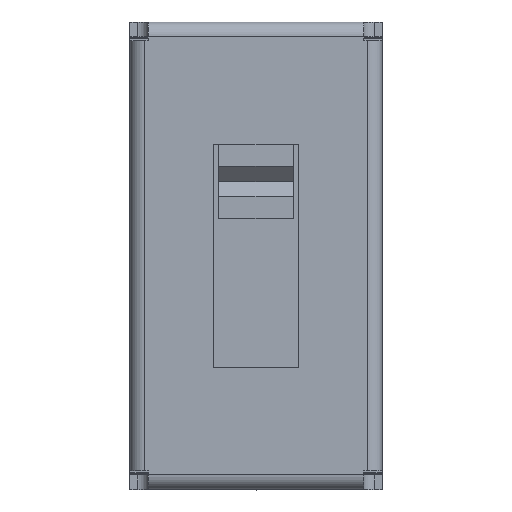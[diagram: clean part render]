
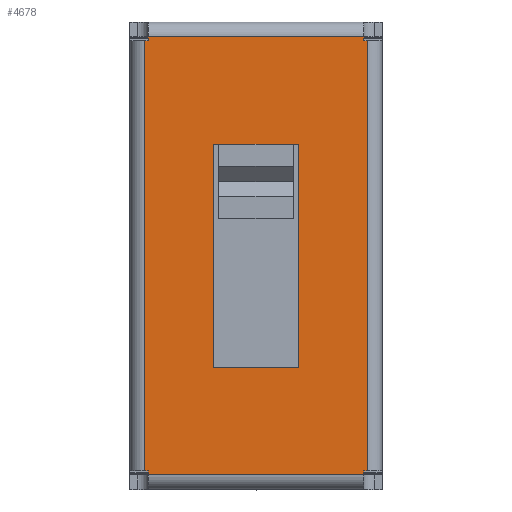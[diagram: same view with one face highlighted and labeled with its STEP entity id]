
A CAD part, top view. The second image highlights one B-rep face of the part: STEP entity #4678.
In plain terms, the highlighted planar face has unit normal (0, 0, 1).
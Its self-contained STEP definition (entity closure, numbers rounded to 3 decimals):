
#27=FACE_BOUND('',#593,.T.);
#324=FACE_OUTER_BOUND('',#592,.T.);
#592=EDGE_LOOP('',(#3826,#3827,#3828,#3829,#3830,#3831,#3832,#3833,#3834,
#3835,#3836,#3837));
#593=EDGE_LOOP('',(#3838,#3839,#3840,#3841,#3842,#3843));
#686=LINE('',#6386,#1261);
#800=LINE('',#6656,#1375);
#842=LINE('',#6746,#1417);
#1015=LINE('',#7105,#1590);
#1016=LINE('',#7108,#1591);
#1074=LINE('',#7247,#1649);
#1092=LINE('',#7284,#1667);
#1140=LINE('',#7407,#1715);
#1141=LINE('',#7409,#1716);
#1142=LINE('',#7411,#1717);
#1143=LINE('',#7413,#1718);
#1144=LINE('',#7415,#1719);
#1145=LINE('',#7417,#1720);
#1146=LINE('',#7419,#1721);
#1147=LINE('',#7420,#1722);
#1148=LINE('',#7422,#1723);
#1149=LINE('',#7424,#1724);
#1150=LINE('',#7425,#1725);
#1261=VECTOR('',#5140,2.);
#1375=VECTOR('',#5318,11.6);
#1417=VECTOR('',#5380,11.6);
#1590=VECTOR('',#5727,0.15);
#1591=VECTOR('',#5730,0.15);
#1649=VECTOR('',#5880,0.099);
#1667=VECTOR('',#5930,0.099);
#1715=VECTOR('',#6052,5.8);
#1716=VECTOR('',#6055,0.099);
#1717=VECTOR('',#6058,0.099);
#1718=VECTOR('',#6059,0.099);
#1719=VECTOR('',#6060,0.099);
#1720=VECTOR('',#6061,5.8);
#1721=VECTOR('',#6062,0.099);
#1722=VECTOR('',#6063,0.099);
#1723=VECTOR('',#6064,6.);
#1724=VECTOR('',#6065,2.3);
#1725=VECTOR('',#6066,6.);
#1826=VERTEX_POINT('',#6372);
#1829=VERTEX_POINT('',#6381);
#1952=VERTEX_POINT('',#6653);
#1953=VERTEX_POINT('',#6655);
#1990=VERTEX_POINT('',#6743);
#1991=VERTEX_POINT('',#6745);
#2090=VERTEX_POINT('',#7103);
#2091=VERTEX_POINT('',#7107);
#2126=VERTEX_POINT('',#7245);
#2129=VERTEX_POINT('',#7283);
#2166=VERTEX_POINT('',#7399);
#2167=VERTEX_POINT('',#7403);
#2168=VERTEX_POINT('',#7412);
#2169=VERTEX_POINT('',#7414);
#2170=VERTEX_POINT('',#7416);
#2171=VERTEX_POINT('',#7418);
#2172=VERTEX_POINT('',#7421);
#2173=VERTEX_POINT('',#7423);
#2248=EDGE_CURVE('',#1826,#1829,#686,.T.);
#2373=EDGE_CURVE('',#1953,#1952,#800,.T.);
#2420=EDGE_CURVE('',#1991,#1990,#842,.T.);
#2601=EDGE_CURVE('',#1826,#2090,#1015,.T.);
#2602=EDGE_CURVE('',#2091,#1829,#1016,.T.);
#2676=EDGE_CURVE('',#1952,#2126,#1074,.T.);
#2694=EDGE_CURVE('',#2129,#1991,#1092,.T.);
#2756=EDGE_CURVE('',#2167,#2166,#1140,.T.);
#2757=EDGE_CURVE('',#2126,#2167,#1141,.T.);
#2758=EDGE_CURVE('',#2166,#2129,#1142,.T.);
#2759=EDGE_CURVE('',#1990,#2168,#1143,.T.);
#2760=EDGE_CURVE('',#2168,#2169,#1144,.T.);
#2761=EDGE_CURVE('',#2169,#2170,#1145,.T.);
#2762=EDGE_CURVE('',#2170,#2171,#1146,.T.);
#2763=EDGE_CURVE('',#2171,#1953,#1147,.T.);
#2764=EDGE_CURVE('',#2090,#2172,#1148,.T.);
#2765=EDGE_CURVE('',#2172,#2173,#1149,.T.);
#2766=EDGE_CURVE('',#2173,#2091,#1150,.T.);
#3826=ORIENTED_EDGE('',*,*,#2373,.T.);
#3827=ORIENTED_EDGE('',*,*,#2676,.T.);
#3828=ORIENTED_EDGE('',*,*,#2757,.T.);
#3829=ORIENTED_EDGE('',*,*,#2756,.T.);
#3830=ORIENTED_EDGE('',*,*,#2758,.T.);
#3831=ORIENTED_EDGE('',*,*,#2694,.T.);
#3832=ORIENTED_EDGE('',*,*,#2420,.T.);
#3833=ORIENTED_EDGE('',*,*,#2759,.T.);
#3834=ORIENTED_EDGE('',*,*,#2760,.T.);
#3835=ORIENTED_EDGE('',*,*,#2761,.T.);
#3836=ORIENTED_EDGE('',*,*,#2762,.T.);
#3837=ORIENTED_EDGE('',*,*,#2763,.T.);
#3838=ORIENTED_EDGE('',*,*,#2764,.T.);
#3839=ORIENTED_EDGE('',*,*,#2765,.T.);
#3840=ORIENTED_EDGE('',*,*,#2766,.T.);
#3841=ORIENTED_EDGE('',*,*,#2602,.T.);
#3842=ORIENTED_EDGE('',*,*,#2248,.F.);
#3843=ORIENTED_EDGE('',*,*,#2601,.T.);
#4338=PLANE('',#5007);
#4678=ADVANCED_FACE('',(#324,#27),#4338,.T.);
#5007=AXIS2_PLACEMENT_3D('',#7410,#6056,#6057);
#5140=DIRECTION('',(-1.,0.,0.));
#5318=DIRECTION('',(0.,1.,0.));
#5380=DIRECTION('',(0.,-1.,0.));
#5727=DIRECTION('',(1.,0.,0.));
#5730=DIRECTION('',(1.,0.,0.));
#5880=DIRECTION('',(-1.,0.,0.));
#5930=DIRECTION('',(-1.,0.,0.));
#6052=DIRECTION('',(-1.,0.,0.));
#6055=DIRECTION('',(0.,1.,0.));
#6056=DIRECTION('center_axis',(0.,0.,1.));
#6057=DIRECTION('ref_axis',(1.,0.,0.));
#6058=DIRECTION('',(0.,-1.,0.));
#6059=DIRECTION('',(1.,0.,0.));
#6060=DIRECTION('',(0.,-1.,0.));
#6061=DIRECTION('',(1.,0.,0.));
#6062=DIRECTION('',(0.,1.,0.));
#6063=DIRECTION('',(1.,0.,0.));
#6064=DIRECTION('',(0.,-1.,0.));
#6065=DIRECTION('',(-1.,0.,0.));
#6066=DIRECTION('',(0.,1.,0.));
#6372=CARTESIAN_POINT('',(1.,3.,0.4));
#6381=CARTESIAN_POINT('',(-1.,3.,0.4));
#6386=CARTESIAN_POINT('',(1.,3.,0.4));
#6653=CARTESIAN_POINT('',(2.999,5.8,0.4));
#6655=CARTESIAN_POINT('',(2.999,-5.8,0.4));
#6656=CARTESIAN_POINT('',(2.999,-5.8,0.4));
#6743=CARTESIAN_POINT('',(-2.999,-5.8,0.4));
#6745=CARTESIAN_POINT('',(-2.999,5.8,0.4));
#6746=CARTESIAN_POINT('',(-2.999,5.8,0.4));
#7103=CARTESIAN_POINT('',(1.15,3.,0.4));
#7105=CARTESIAN_POINT('',(1.,3.,0.4));
#7107=CARTESIAN_POINT('',(-1.15,3.,0.4));
#7108=CARTESIAN_POINT('',(-1.15,3.,0.4));
#7245=CARTESIAN_POINT('',(2.9,5.8,0.4));
#7247=CARTESIAN_POINT('',(2.999,5.8,0.4));
#7283=CARTESIAN_POINT('',(-2.9,5.8,0.4));
#7284=CARTESIAN_POINT('',(-2.9,5.8,0.4));
#7399=CARTESIAN_POINT('',(-2.9,5.899,0.4));
#7403=CARTESIAN_POINT('',(2.9,5.899,0.4));
#7407=CARTESIAN_POINT('',(2.9,5.899,0.4));
#7409=CARTESIAN_POINT('',(2.9,5.8,0.4));
#7410=CARTESIAN_POINT('Origin',(0.,0.,0.4));
#7411=CARTESIAN_POINT('',(-2.9,5.899,0.4));
#7412=CARTESIAN_POINT('',(-2.9,-5.8,0.4));
#7413=CARTESIAN_POINT('',(-2.999,-5.8,0.4));
#7414=CARTESIAN_POINT('',(-2.9,-5.899,0.4));
#7415=CARTESIAN_POINT('',(-2.9,-5.8,0.4));
#7416=CARTESIAN_POINT('',(2.9,-5.899,0.4));
#7417=CARTESIAN_POINT('',(-2.9,-5.899,0.4));
#7418=CARTESIAN_POINT('',(2.9,-5.8,0.4));
#7419=CARTESIAN_POINT('',(2.9,-5.899,0.4));
#7420=CARTESIAN_POINT('',(2.9,-5.8,0.4));
#7421=CARTESIAN_POINT('',(1.15,-3.,0.4));
#7422=CARTESIAN_POINT('',(1.15,3.,0.4));
#7423=CARTESIAN_POINT('',(-1.15,-3.,0.4));
#7424=CARTESIAN_POINT('',(1.15,-3.,0.4));
#7425=CARTESIAN_POINT('',(-1.15,-3.,0.4));
